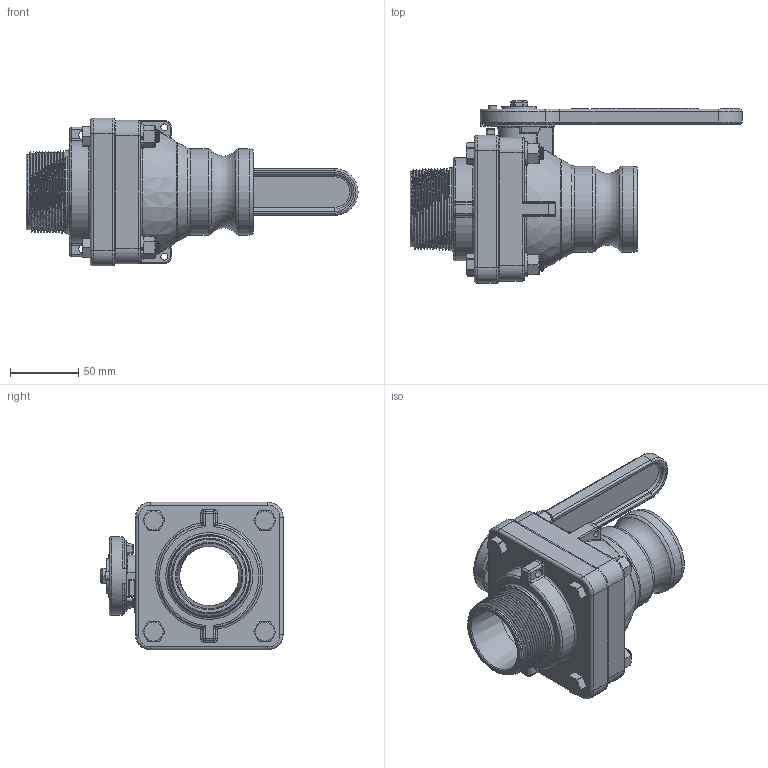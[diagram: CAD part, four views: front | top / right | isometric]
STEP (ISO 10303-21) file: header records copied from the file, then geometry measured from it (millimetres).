
FILE_DESCRIPTION(/* description */ ('2" FP VALVE MALE ADAPTER x MNPT'),/* implementation_level */ '2;1');
FILE_NAME(/* name */ 'VSFMT204FP.stp',/* time_stamp */ '2022-11-21T15:12:38-05:00',/* author */ ('MEG'),/* organization */ (''),/* preprocessor_version */ 'ST-DEVELOPER v18.1',/* originating_system */ 'Autodesk Inventor 2022',/* authorisation */ '');
FILE_SCHEMA (('AUTOMOTIVE_DESIGN { 1 0 10303 214 3 1 1 }'));
Products named in the file (21): VSFMT204FP; VF25254; VF25254X; VS20151; V20151; V20010SS; V20018; V20019; V20020; V20021; A93M250V; VS25153; VS25255; VS25255M; VS25255X; VS25258AR1; VSMT25356; VSMT25356X; V20060; SB075100188T; V20163
Assembly tree (30 placements, depth 4):
  VSFMT204FP
    VF25254
      VF25254X
    VS20151
      V20151
    V20010SS  x4
    V20018  x4
    V20019  x4
    V20020
    V20021
    A93M250V
    VS25153
    VS25255
      VS25255M
        VS25255X
    VS25258AR1  x2
    VSMT25356
      VSMT25356X
    V20060
    SB075100188T
    V20163
Bounding box: 242.57 x 133.15 x 107.95 mm (x, y, z)
Volume: 660195.3 mm3; surface area: 197999.2 mm2
Topology: 26 solids, 27 shells, 1975 faces, 4609 edges, 2738 vertices
Faces by surface type: plane 626, cylinder 600, cone 478, bspline 150, torus 104, sphere 17
Full cylindrical faces by diameter (mm): 2.261 x1, 2.997 x1, 3.023 x1, 4.978 x1, 5.08 x2, 6.35 x1, 6.604 x2, 7.144 x1, 8.915 x4, 9.525 x4, 11.176 x4, 11.557 x4, 18.923 x1, 19.05 x2, 19.304 x1, 23.063 x1, 23.812 x1, 24.13 x1, 25.349 x1, 25.4 x1, 25.527 x1, 44.196 x1, 45.339 x1, 46.99 x1, 51.054 x1, 51.435 x2, 54.102 x2, 55.118 x1, 60.452 x1, 61.265 x2
Entity records: 50714 total; most frequent: CARTESIAN_POINT 20164, ORIENTED_EDGE 6272, DIRECTION 5960, EDGE_CURVE 3136, AXIS2_PLACEMENT_3D 2068, VERTEX_POINT 1949, LINE 1824, VECTOR 1824
